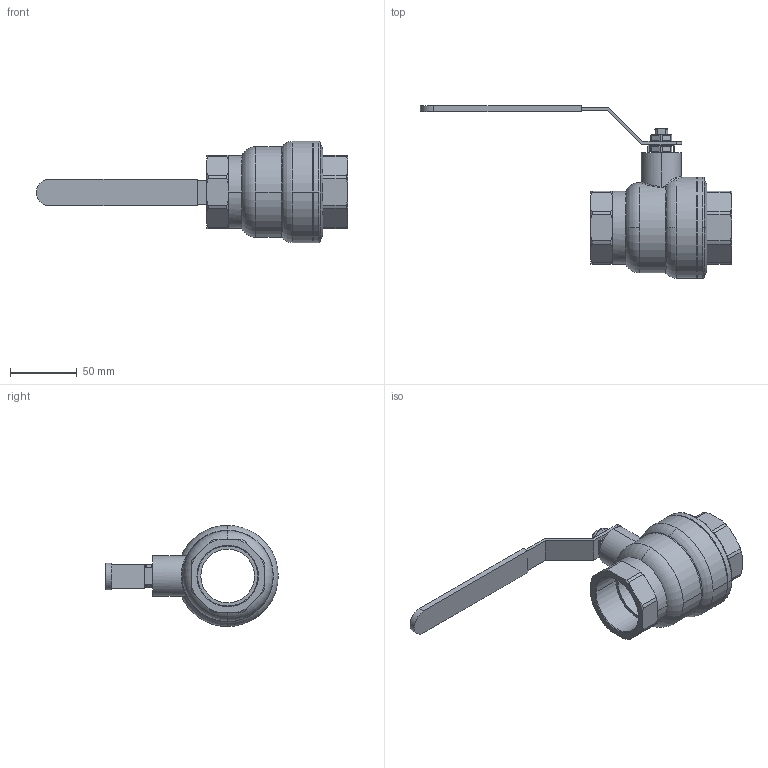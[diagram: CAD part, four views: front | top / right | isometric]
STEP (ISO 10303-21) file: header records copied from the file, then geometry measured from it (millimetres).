
FILE_DESCRIPTION(('CoCreate Modeling STEP Export'),'2;1');
FILE_NAME('900-1_1_2-STEP-KUNDE.stp','2014-10-23T14:29:50',(''),(''),'CoCreate Modeling STEP processor for AP214 (Solid Model)','CoCreate Modeling 16.50A 01-Dec-2009 (C) Parametric Technology GmbH','');
FILE_SCHEMA(('AUTOMOTIVE_DESIGN { 1 0 10303 214 1 1 1 1 }'));
Length unit declared in the file: millimetre
Products named in the file (9): Ummantelung_032-040; Hebel_032-040; 8.103.040; Mutterhalteplatte_M10; Mutter_M10-flach_par-oa0; Mutter_M10-flach_par; Assem1; 900-08.stp
Assembly tree (8 placements, depth 4):
  900-08.stp
    Assem1
      Mutter_M10-flach_par
      Mutter_M10-flach_par-oa0
      Mutterhalteplatte_M10
      8.103.040
      Hebel_032-040
        Hebel_032-040
        Ummantelung_032-040
Bounding box: 232.17 x 128.75 x 75.5 mm (x, y, z)
Volume: 231489.1 mm3; surface area: 63563.9 mm2
Topology: 6 solids, 6 shells, 233 faces, 626 edges, 412 vertices
Faces by surface type: plane 119, cylinder 56, cone 40, torus 10, bspline 4, sphere 4
Entity records: 9794 total; most frequent: CARTESIAN_POINT 2164, ORIENTED_EDGE 1252, DIRECTION 1054, EDGE_CURVE 626, VERTEX_POINT 412, AXIS2_PLACEMENT_3D 352, VECTOR 350, LINE 350
